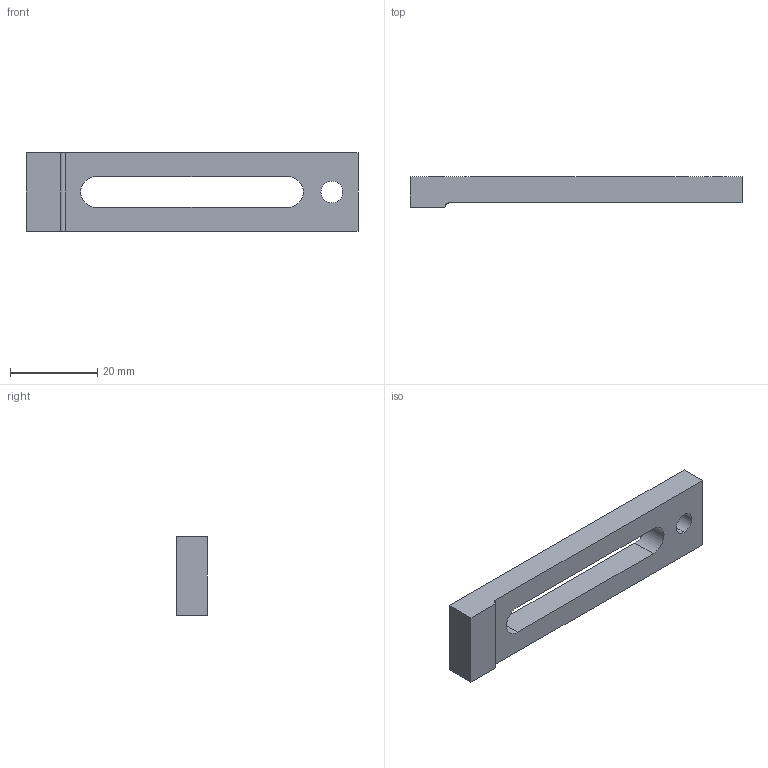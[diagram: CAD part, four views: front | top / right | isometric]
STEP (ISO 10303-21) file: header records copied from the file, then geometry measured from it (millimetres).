
FILE_DESCRIPTION (( 'STEP AP203' ), '1' );
FILE_NAME ('ACCA-1.STEP', '2022-07-20T06:59:26', ( '' ), ( '' ), 'SwSTEP 2.0', 'SolidWorks 2021', '' );
FILE_SCHEMA (( 'CONFIG_CONTROL_DESIGN' ));
Length unit declared in the file: millimetre
Products named in the file (1): ACCA-1
Bounding box: 76 x 7 x 18 mm (x, y, z)
Volume: 6158.9 mm3; surface area: 3931.4 mm2
Topology: 1 solids, 1 shells, 164 faces, 456 edges, 304 vertices
Faces by surface type: plane 159, cylinder 5
Entity records: 5235 total; most frequent: CARTESIAN_POINT 925, ORIENTED_EDGE 912, DIRECTION 796, EDGE_CURVE 456, VECTOR 446, LINE 446, VERTEX_POINT 304, EDGE_LOOP 178
